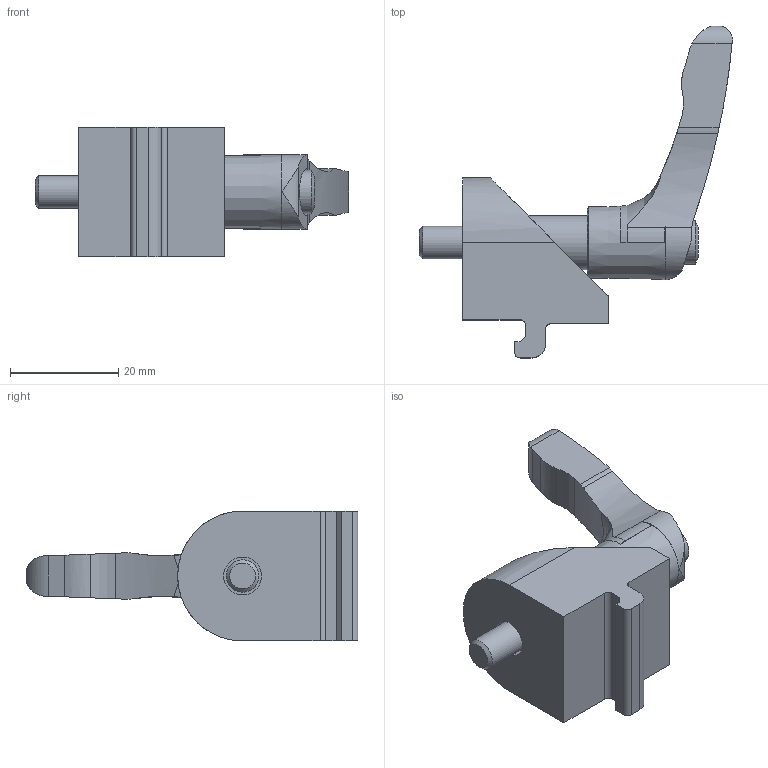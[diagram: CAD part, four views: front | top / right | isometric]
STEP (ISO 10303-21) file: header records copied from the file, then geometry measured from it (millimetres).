
FILE_DESCRIPTION( ( 'STEP AP214' ), '1' );
FILE_NAME( 'K1049.0606.stp', '2020-12-10T09:27:36', ( '' ), ( '' ), ' ', 'PARTsolutions', ' ' );
FILE_SCHEMA( ( 'AUTOMOTIVE_DESIGN { 1 0 10303 214 1 1 1 1 }' ) );
Length unit declared in the file: millimetre
Products named in the file (3): K1049.0606; _K1049_klemmwinkel7; _K0611_1_klemmhebel40
Assembly tree (2 placements, depth 2):
  K1049.0606
    _K1049_klemmwinkel7
    _K0611_1_klemmhebel40
Bounding box: 57.83 x 61.3 x 24 mm (x, y, z)
Volume: 13896.1 mm3; surface area: 7252.7 mm2
Topology: 2 solids, 2 shells, 67 faces, 174 edges, 114 vertices
Faces by surface type: cylinder 30, plane 30, cone 5, torus 1, sphere 1
Full cylindrical faces by diameter (mm): 6 x1, 7 x1, 8 x1, 10 x1
Entity records: 2773 total; most frequent: CARTESIAN_POINT 611, DIRECTION 325, ORIENTED_EDGE 324, EDGE_CURVE 162, AXIS2_PLACEMENT_3D 122, VERTEX_POINT 112, LINE 81, VECTOR 81
